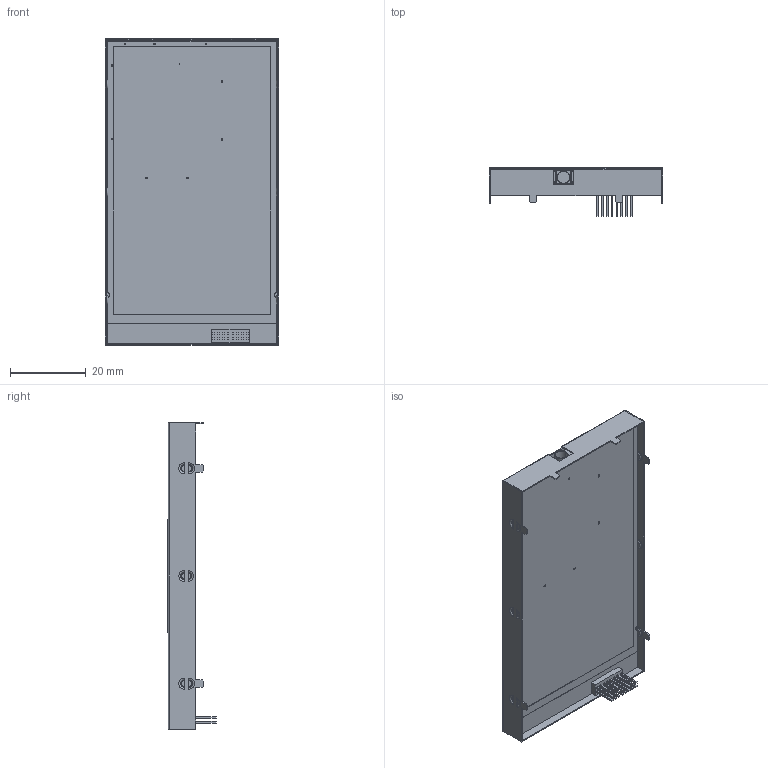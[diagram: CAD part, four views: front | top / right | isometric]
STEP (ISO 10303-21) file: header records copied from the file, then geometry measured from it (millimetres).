
FILE_DESCRIPTION (( 'STEP AP214' ), '1' );
FILE_NAME ('05-587310-01.STEP', '2021-04-06T12:09:47', ( '' ), ( '' ), 'SwSTEP 2.0', 'SolidWorks 2012', '' );
FILE_SCHEMA (( 'AUTOMOTIVE_DESIGN' ));
Length unit declared in the file: millimetre
Products named in the file (7): 09-587310-02R1; 09-587310-01R2; 19-587301-04_LABEL; 09-570192-01R2; VCO-0.13-1; 05-587310-01_PCB; 05-587310-01
Assembly tree (6 placements, depth 2):
  05-587310-01
    05-587310-01_PCB
    VCO-0.13-1
    09-570192-01R2
    19-587301-04_LABEL
    09-587310-01R2
    09-587310-02R1
Bounding box: 45.8 x 12.68 x 80.8 mm (x, y, z)
Volume: 6271 mm3; surface area: 25293.5 mm2
Topology: 9 solids, 9 shells, 1717 faces, 4438 edges, 2901 vertices
Faces by surface type: plane 943, bspline 381, cylinder 193, torus 156, cone 44
Entity records: 86746 total; most frequent: CARTESIAN_POINT 31104, ORIENTED_EDGE 8876, DIRECTION 7167, EDGE_CURVE 4438, VERTEX_POINT 2901, VECTOR 2791, LINE 2791, AXIS2_PLACEMENT_3D 2188
